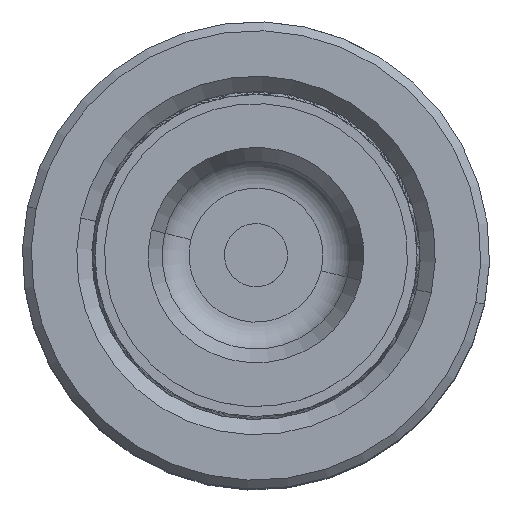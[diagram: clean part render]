
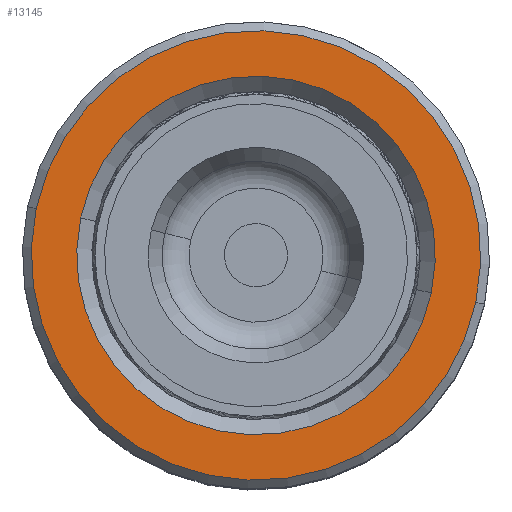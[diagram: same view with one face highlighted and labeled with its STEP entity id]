
A CAD part, top view. The second image highlights one B-rep face of the part: STEP entity #13145.
In plain terms, the highlighted planar face has unit normal (0, 0, 1).
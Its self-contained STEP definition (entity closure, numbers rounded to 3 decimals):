
#112 = ORIENTED_EDGE ( 'NONE', *, *, #11543, .T. ) ;
#1566 = EDGE_CURVE ( 'NONE', #4856, #17062, #9517, .T. ) ;
#1822 = CARTESIAN_POINT ( 'NONE',  ( 0., 0., 50. ) ) ;
#2136 = CIRCLE ( 'NONE', #15990, 14.2 ) ;
#3346 = VERTEX_POINT ( 'NONE', #31468 ) ;
#3376 = EDGE_LOOP ( 'NONE', ( #15092, #9854 ) ) ;
#4627 = EDGE_LOOP ( 'NONE', ( #35187, #112 ) ) ;
#4856 = VERTEX_POINT ( 'NONE', #33835 ) ;
#5620 = EDGE_CURVE ( 'NONE', #3346, #13861, #12968, .T. ) ;
#8212 = CARTESIAN_POINT ( 'NONE',  ( 0., 0., 50. ) ) ;
#8929 = AXIS2_PLACEMENT_3D ( 'NONE', #36526, #19550, #33927 ) ;
#9517 = CIRCLE ( 'NONE', #34434, 14.2 ) ;
#9854 = ORIENTED_EDGE ( 'NONE', *, *, #5620, .T. ) ;
#9863 = CARTESIAN_POINT ( 'NONE',  ( 0., 0., 50. ) ) ;
#11543 = EDGE_CURVE ( 'NONE', #17062, #4856, #2136, .T. ) ;
#12968 = CIRCLE ( 'NONE', #8929, 17.8 ) ;
#13145 = ADVANCED_FACE ( 'NONE', ( #32426, #15440 ), #29556, .T. ) ;
#13861 = VERTEX_POINT ( 'NONE', #22000 ) ;
#15092 = ORIENTED_EDGE ( 'NONE', *, *, #19910, .T. ) ;
#15440 = FACE_BOUND ( 'NONE', #4627, .T. ) ;
#15990 = AXIS2_PLACEMENT_3D ( 'NONE', #8212, #28257, #16913 ) ;
#16913 = DIRECTION ( 'NONE',  ( 1., 0., 0. ) ) ;
#17062 = VERTEX_POINT ( 'NONE', #20549 ) ;
#17749 = AXIS2_PLACEMENT_3D ( 'NONE', #9863, #35538, #35306 ) ;
#19550 = DIRECTION ( 'NONE',  ( 0., 0., 1. ) ) ;
#19587 = AXIS2_PLACEMENT_3D ( 'NONE', #35907, #26453, #35065 ) ;
#19910 = EDGE_CURVE ( 'NONE', #13861, #3346, #25559, .T. ) ;
#20549 = CARTESIAN_POINT ( 'NONE',  ( -14.2, 0., 50. ) ) ;
#21699 = DIRECTION ( 'NONE',  ( 0., 0., -1. ) ) ;
#22000 = CARTESIAN_POINT ( 'NONE',  ( -17.8, 0., 50. ) ) ;
#25559 = CIRCLE ( 'NONE', #17749, 17.8 ) ;
#26453 = DIRECTION ( 'NONE',  ( 0., 0., 1. ) ) ;
#26978 = DIRECTION ( 'NONE',  ( 1., 0., 0. ) ) ;
#28257 = DIRECTION ( 'NONE',  ( 0., 0., -1. ) ) ;
#29556 = PLANE ( 'NONE',  #19587 ) ;
#31468 = CARTESIAN_POINT ( 'NONE',  ( 17.8, 0., 50. ) ) ;
#32426 = FACE_OUTER_BOUND ( 'NONE', #3376, .T. ) ;
#33835 = CARTESIAN_POINT ( 'NONE',  ( 14.2, 0., 50. ) ) ;
#33927 = DIRECTION ( 'NONE',  ( 1., 0., 0. ) ) ;
#34434 = AXIS2_PLACEMENT_3D ( 'NONE', #1822, #21699, #26978 ) ;
#35065 = DIRECTION ( 'NONE',  ( 1., 0., 0. ) ) ;
#35187 = ORIENTED_EDGE ( 'NONE', *, *, #1566, .T. ) ;
#35306 = DIRECTION ( 'NONE',  ( 1., 0., 0. ) ) ;
#35538 = DIRECTION ( 'NONE',  ( 0., 0., 1. ) ) ;
#35907 = CARTESIAN_POINT ( 'NONE',  ( 0., 0., 50. ) ) ;
#36526 = CARTESIAN_POINT ( 'NONE',  ( 0., 0., 50. ) ) ;
